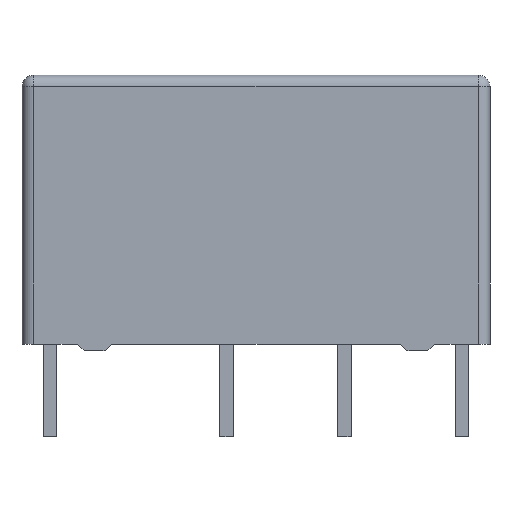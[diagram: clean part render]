
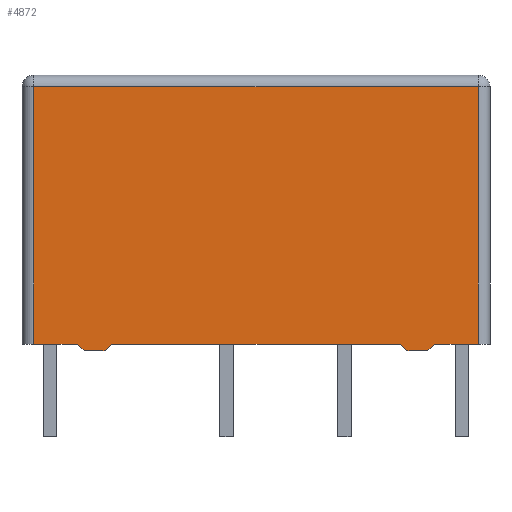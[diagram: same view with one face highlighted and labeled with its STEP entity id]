
A CAD part, front view. The second image highlights one B-rep face of the part: STEP entity #4872.
In plain terms, the highlighted planar face has unit normal (0, -1, 0).
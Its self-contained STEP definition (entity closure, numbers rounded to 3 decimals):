
#147 = VERTEX_POINT ( 'NONE', #7258 ) ;
#181 = CARTESIAN_POINT ( 'NONE',  ( -7.415, -4.9, -0.3 ) ) ;
#375 = CARTESIAN_POINT ( 'NONE',  ( 9.6, -4.9, 0. ) ) ;
#732 = CARTESIAN_POINT ( 'NONE',  ( 6.515, -4.9, -0.3 ) ) ;
#1303 = VERTEX_POINT ( 'NONE', #375 ) ;
#1594 = LINE ( 'NONE', #14453, #10650 ) ;
#1670 = ORIENTED_EDGE ( 'NONE', *, *, #1888, .T. ) ;
#1888 = EDGE_CURVE ( 'NONE', #12211, #1977, #2471, .T. ) ;
#1977 = VERTEX_POINT ( 'NONE', #6612 ) ;
#2001 = ORIENTED_EDGE ( 'NONE', *, *, #8681, .T. ) ;
#2214 = EDGE_CURVE ( 'NONE', #8024, #147, #7505, .T. ) ;
#2471 = LINE ( 'NONE', #16171, #5383 ) ;
#2561 = DIRECTION ( 'NONE',  ( -1., 0., 0. ) ) ;
#2637 = CARTESIAN_POINT ( 'NONE',  ( -10.1, -4.9, 11.1 ) ) ;
#2645 = VECTOR ( 'NONE', #10651, 1000. ) ;
#3061 = FACE_OUTER_BOUND ( 'NONE', #8519, .T. ) ;
#3115 = LINE ( 'NONE', #9305, #2645 ) ;
#3299 = CARTESIAN_POINT ( 'NONE',  ( 9.6, -4.9, 11.6 ) ) ;
#3346 = CARTESIAN_POINT ( 'NONE',  ( -9.6, -4.9, 11.1 ) ) ;
#3625 = VERTEX_POINT ( 'NONE', #3346 ) ;
#4056 = EDGE_CURVE ( 'NONE', #6774, #4202, #13738, .T. ) ;
#4063 = CARTESIAN_POINT ( 'NONE',  ( -7.415, -4.9, -0.3 ) ) ;
#4202 = VERTEX_POINT ( 'NONE', #181 ) ;
#4220 = DIRECTION ( 'NONE',  ( 0., 0., -1. ) ) ;
#4251 = DIRECTION ( 'NONE',  ( 1., 0., 0. ) ) ;
#4566 = VECTOR ( 'NONE', #2561, 1000. ) ;
#4581 = CARTESIAN_POINT ( 'NONE',  ( 7.415, -4.9, -0.3 ) ) ;
#4676 = ORIENTED_EDGE ( 'NONE', *, *, #12735, .T. ) ;
#4679 = ORIENTED_EDGE ( 'NONE', *, *, #14606, .T. ) ;
#4872 = ADVANCED_FACE ( 'NONE', ( #3061 ), #8119, .F. ) ;
#5022 = VECTOR ( 'NONE', #15212, 1000. ) ;
#5164 = EDGE_CURVE ( 'NONE', #6774, #10442, #1594, .T. ) ;
#5192 = DIRECTION ( 'NONE',  ( 0., 1., 0. ) ) ;
#5205 = DIRECTION ( 'NONE',  ( 0.707, 0., -0.707 ) ) ;
#5226 = LINE ( 'NONE', #2637, #4566 ) ;
#5383 = VECTOR ( 'NONE', #7523, 1000. ) ;
#5492 = CARTESIAN_POINT ( 'NONE',  ( 7.715, -4.9, -0.3 ) ) ;
#6042 = VERTEX_POINT ( 'NONE', #10553 ) ;
#6198 = EDGE_CURVE ( 'NONE', #6042, #14436, #7482, .T. ) ;
#6334 = CARTESIAN_POINT ( 'NONE',  ( 6.215, -4.9, 0. ) ) ;
#6377 = AXIS2_PLACEMENT_3D ( 'NONE', #12655, #5192, #15384 ) ;
#6612 = CARTESIAN_POINT ( 'NONE',  ( 7.715, -4.9, 0. ) ) ;
#6714 = CARTESIAN_POINT ( 'NONE',  ( -6.515, -4.9, -0.3 ) ) ;
#6770 = EDGE_CURVE ( 'NONE', #10442, #6042, #11600, .T. ) ;
#6774 = VERTEX_POINT ( 'NONE', #6714 ) ;
#7258 = CARTESIAN_POINT ( 'NONE',  ( -7.715, -4.9, 0. ) ) ;
#7358 = VERTEX_POINT ( 'NONE', #14694 ) ;
#7421 = VECTOR ( 'NONE', #11046, 1000. ) ;
#7482 = LINE ( 'NONE', #6334, #7421 ) ;
#7505 = LINE ( 'NONE', #13580, #10932 ) ;
#7523 = DIRECTION ( 'NONE',  ( 0.707, 0., 0.707 ) ) ;
#7956 = VECTOR ( 'NONE', #5205, 1000. ) ;
#8024 = VERTEX_POINT ( 'NONE', #13245 ) ;
#8119 = PLANE ( 'NONE',  #6377 ) ;
#8337 = CARTESIAN_POINT ( 'NONE',  ( -6.215, -4.9, 0. ) ) ;
#8519 = EDGE_LOOP ( 'NONE', ( #9698, #9310, #9920, #11265, #14940, #1670, #4676, #15066, #4679, #2001, #9691, #8978 ) ) ;
#8681 = EDGE_CURVE ( 'NONE', #3625, #8024, #13093, .T. ) ;
#8961 = CARTESIAN_POINT ( 'NONE',  ( -7.715, -4.9, -0.3 ) ) ;
#8978 = ORIENTED_EDGE ( 'NONE', *, *, #14910, .T. ) ;
#9174 = LINE ( 'NONE', #5492, #13844 ) ;
#9274 = DIRECTION ( 'NONE',  ( 0.707, 0., 0.707 ) ) ;
#9305 = CARTESIAN_POINT ( 'NONE',  ( -10.1, -4.9, 0. ) ) ;
#9310 = ORIENTED_EDGE ( 'NONE', *, *, #5164, .T. ) ;
#9691 = ORIENTED_EDGE ( 'NONE', *, *, #2214, .T. ) ;
#9698 = ORIENTED_EDGE ( 'NONE', *, *, #4056, .F. ) ;
#9920 = ORIENTED_EDGE ( 'NONE', *, *, #6770, .T. ) ;
#10348 = CARTESIAN_POINT ( 'NONE',  ( -10.1, -4.9, 0. ) ) ;
#10442 = VERTEX_POINT ( 'NONE', #8337 ) ;
#10553 = CARTESIAN_POINT ( 'NONE',  ( 6.215, -4.9, 0. ) ) ;
#10650 = VECTOR ( 'NONE', #9274, 1000. ) ;
#10651 = DIRECTION ( 'NONE',  ( 1., 0., 0. ) ) ;
#10932 = VECTOR ( 'NONE', #16152, 1000. ) ;
#10967 = CARTESIAN_POINT ( 'NONE',  ( -9.6, -4.9, 11.6 ) ) ;
#11046 = DIRECTION ( 'NONE',  ( 0.707, 0., -0.707 ) ) ;
#11169 = DIRECTION ( 'NONE',  ( 0., 0., 1. ) ) ;
#11265 = ORIENTED_EDGE ( 'NONE', *, *, #6198, .T. ) ;
#11600 = LINE ( 'NONE', #10348, #12759 ) ;
#12196 = LINE ( 'NONE', #3299, #15946 ) ;
#12211 = VERTEX_POINT ( 'NONE', #4581 ) ;
#12511 = LINE ( 'NONE', #4063, #7956 ) ;
#12655 = CARTESIAN_POINT ( 'NONE',  ( -10.1, -4.9, 11.6 ) ) ;
#12735 = EDGE_CURVE ( 'NONE', #1977, #1303, #3115, .T. ) ;
#12759 = VECTOR ( 'NONE', #14172, 1000. ) ;
#13093 = LINE ( 'NONE', #10967, #13404 ) ;
#13245 = CARTESIAN_POINT ( 'NONE',  ( -9.6, -4.9, 0. ) ) ;
#13404 = VECTOR ( 'NONE', #4220, 1000. ) ;
#13580 = CARTESIAN_POINT ( 'NONE',  ( -10.1, -4.9, 0. ) ) ;
#13738 = LINE ( 'NONE', #8961, #5022 ) ;
#13844 = VECTOR ( 'NONE', #4251, 1000. ) ;
#14172 = DIRECTION ( 'NONE',  ( 1., 0., 0. ) ) ;
#14436 = VERTEX_POINT ( 'NONE', #732 ) ;
#14453 = CARTESIAN_POINT ( 'NONE',  ( -6.515, -4.9, -0.3 ) ) ;
#14606 = EDGE_CURVE ( 'NONE', #7358, #3625, #5226, .T. ) ;
#14694 = CARTESIAN_POINT ( 'NONE',  ( 9.6, -4.9, 11.1 ) ) ;
#14879 = EDGE_CURVE ( 'NONE', #1303, #7358, #12196, .T. ) ;
#14910 = EDGE_CURVE ( 'NONE', #147, #4202, #12511, .T. ) ;
#14940 = ORIENTED_EDGE ( 'NONE', *, *, #16226, .T. ) ;
#15066 = ORIENTED_EDGE ( 'NONE', *, *, #14879, .T. ) ;
#15212 = DIRECTION ( 'NONE',  ( -1., 0., 0. ) ) ;
#15384 = DIRECTION ( 'NONE',  ( 0., 0., 1. ) ) ;
#15946 = VECTOR ( 'NONE', #11169, 1000. ) ;
#16152 = DIRECTION ( 'NONE',  ( 1., 0., 0. ) ) ;
#16171 = CARTESIAN_POINT ( 'NONE',  ( 7.715, -4.9, 0. ) ) ;
#16226 = EDGE_CURVE ( 'NONE', #14436, #12211, #9174, .T. ) ;
